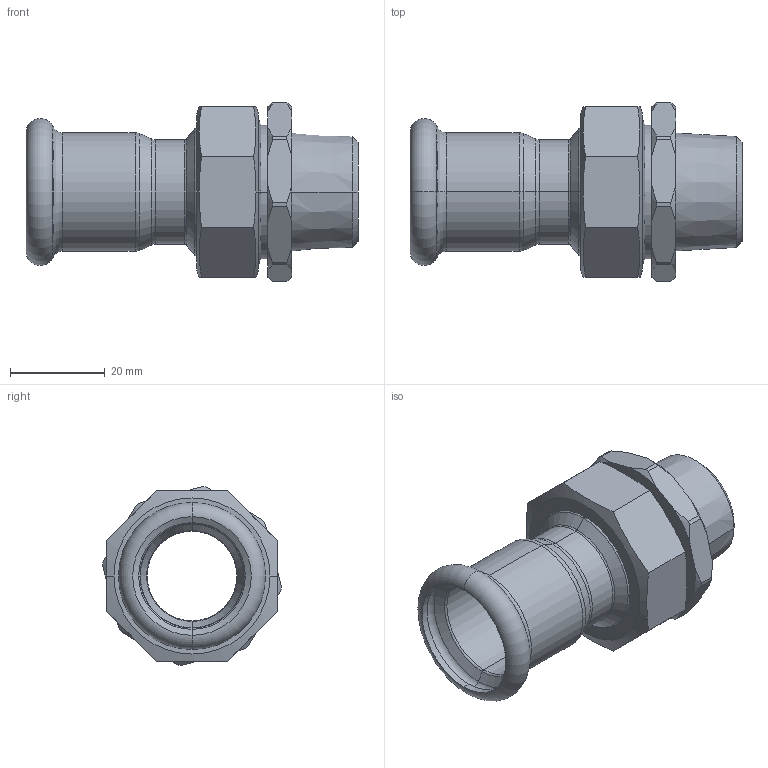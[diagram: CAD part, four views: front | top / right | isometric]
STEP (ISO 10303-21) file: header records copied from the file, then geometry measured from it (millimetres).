
FILE_DESCRIPTION (( 'STEP AP203' ), '1' );
FILE_NAME ('3D_PS728_18 x 3-4_148801170.STEP', '2024-11-22T13:57:27', ( '' ), ( '' ), 'SwSTEP 2.0', 'SolidWorks 2023', '' );
FILE_SCHEMA (( 'CONFIG_CONTROL_DESIGN' ));
Length unit declared in the file: millimetre
Products named in the file (1): 3D_PS728_18 x 3-4_148801170
Bounding box: 70 x 37.74 x 37.74 mm (x, y, z)
Volume: 20866.3 mm3; surface area: 17859.2 mm2
Topology: 4 solids, 4 shells, 129 faces, 300 edges, 182 vertices
Faces by surface type: cone 46, cylinder 36, plane 27, torus 20
Entity records: 3843 total; most frequent: CARTESIAN_POINT 806, DIRECTION 654, ORIENTED_EDGE 600, EDGE_CURVE 300, AXIS2_PLACEMENT_3D 278, VERTEX_POINT 182, CIRCLE 148, EDGE_LOOP 140
